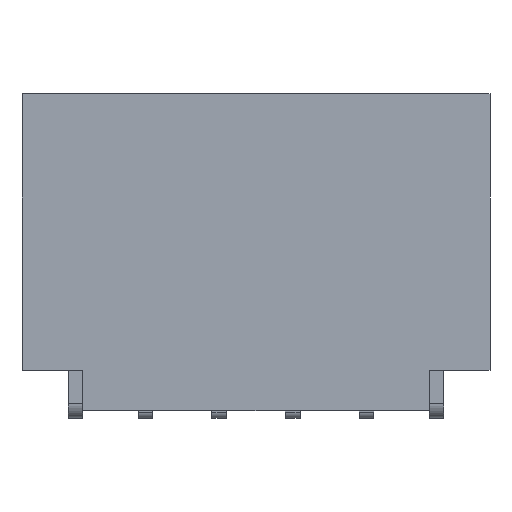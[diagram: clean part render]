
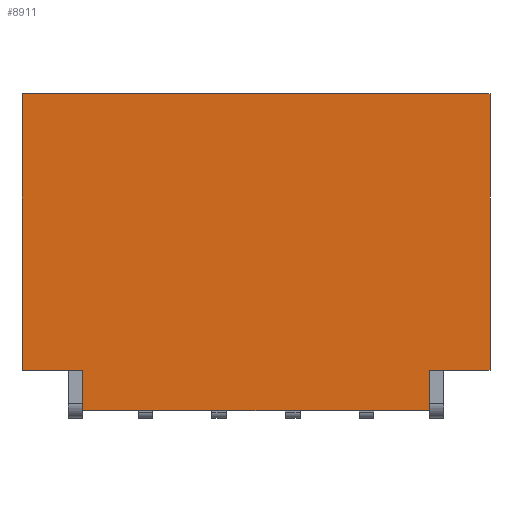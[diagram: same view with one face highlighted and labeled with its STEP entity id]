
A CAD part, front view. The second image highlights one B-rep face of the part: STEP entity #8911.
In plain terms, the highlighted planar face has unit normal (0, -1, 0).
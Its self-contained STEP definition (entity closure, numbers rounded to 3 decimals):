
#529=FACE_OUTER_BOUND('',#997,.T.);
#997=EDGE_LOOP('',(#6296,#6297,#6298,#6299,#6300,#6301,#6302,#6303));
#1694=LINE('',#12817,#2713);
#1789=LINE('',#13000,#2808);
#1791=LINE('',#13004,#2810);
#1792=LINE('',#13005,#2811);
#1793=LINE('',#13007,#2812);
#1794=LINE('',#13009,#2813);
#1795=LINE('',#13011,#2814);
#1796=LINE('',#13012,#2815);
#2713=VECTOR('',#10424,1.);
#2808=VECTOR('',#10557,1.);
#2810=VECTOR('',#10561,1.);
#2811=VECTOR('',#10562,1.);
#2812=VECTOR('',#10563,1.);
#2813=VECTOR('',#10564,1.);
#2814=VECTOR('',#10565,1.);
#2815=VECTOR('',#10566,1.);
#3755=VERTEX_POINT('',#12813);
#3757=VERTEX_POINT('',#12816);
#3825=VERTEX_POINT('',#12997);
#3826=VERTEX_POINT('',#12999);
#3827=VERTEX_POINT('',#13003);
#3828=VERTEX_POINT('',#13006);
#3829=VERTEX_POINT('',#13008);
#3830=VERTEX_POINT('',#13010);
#4672=EDGE_CURVE('',#3757,#3755,#1694,.T.);
#4767=EDGE_CURVE('',#3826,#3825,#1789,.T.);
#4769=EDGE_CURVE('',#3827,#3755,#1791,.T.);
#4770=EDGE_CURVE('',#3827,#3826,#1792,.T.);
#4771=EDGE_CURVE('',#3828,#3825,#1793,.T.);
#4772=EDGE_CURVE('',#3829,#3828,#1794,.T.);
#4773=EDGE_CURVE('',#3830,#3829,#1795,.T.);
#4774=EDGE_CURVE('',#3757,#3830,#1796,.T.);
#6296=ORIENTED_EDGE('',*,*,#4769,.F.);
#6297=ORIENTED_EDGE('',*,*,#4770,.T.);
#6298=ORIENTED_EDGE('',*,*,#4767,.T.);
#6299=ORIENTED_EDGE('',*,*,#4771,.F.);
#6300=ORIENTED_EDGE('',*,*,#4772,.F.);
#6301=ORIENTED_EDGE('',*,*,#4773,.F.);
#6302=ORIENTED_EDGE('',*,*,#4774,.F.);
#6303=ORIENTED_EDGE('',*,*,#4672,.T.);
#8102=PLANE('',#9445);
#8911=ADVANCED_FACE('',(#529),#8102,.T.);
#9445=AXIS2_PLACEMENT_3D('',#13002,#10559,#10560);
#10424=DIRECTION('',(1.,0.,0.));
#10557=DIRECTION('',(0.,0.,1.));
#10559=DIRECTION('center_axis',(0.,-1.,0.));
#10560=DIRECTION('ref_axis',(0.,0.,-1.));
#10561=DIRECTION('',(0.,0.,-1.));
#10562=DIRECTION('',(1.,0.,0.));
#10563=DIRECTION('',(1.,0.,0.));
#10564=DIRECTION('',(0.,0.,1.));
#10565=DIRECTION('',(-1.,0.,0.));
#10566=DIRECTION('',(0.,0.,1.));
#12813=CARTESIAN_POINT('',(2.35,-2.155,0.1));
#12816=CARTESIAN_POINT('',(-2.35,-2.155,0.1));
#12817=CARTESIAN_POINT('',(-3.175,-2.155,0.1));
#12997=CARTESIAN_POINT('',(3.175,-2.155,4.4));
#12999=CARTESIAN_POINT('',(3.175,-2.155,0.65));
#13000=CARTESIAN_POINT('',(3.175,-2.155,0.1));
#13002=CARTESIAN_POINT('Origin',(-3.175,-2.155,0.1));
#13003=CARTESIAN_POINT('',(2.35,-2.155,0.65));
#13004=CARTESIAN_POINT('',(2.35,-2.155,-0.261));
#13005=CARTESIAN_POINT('',(-3.676,-2.155,0.65));
#13006=CARTESIAN_POINT('',(-3.175,-2.155,4.4));
#13007=CARTESIAN_POINT('',(-3.175,-2.155,4.4));
#13008=CARTESIAN_POINT('',(-3.175,-2.155,0.65));
#13009=CARTESIAN_POINT('',(-3.175,-2.155,0.1));
#13010=CARTESIAN_POINT('',(-2.35,-2.155,0.65));
#13011=CARTESIAN_POINT('',(3.676,-2.155,0.65));
#13012=CARTESIAN_POINT('',(-2.35,-2.155,0.65));
